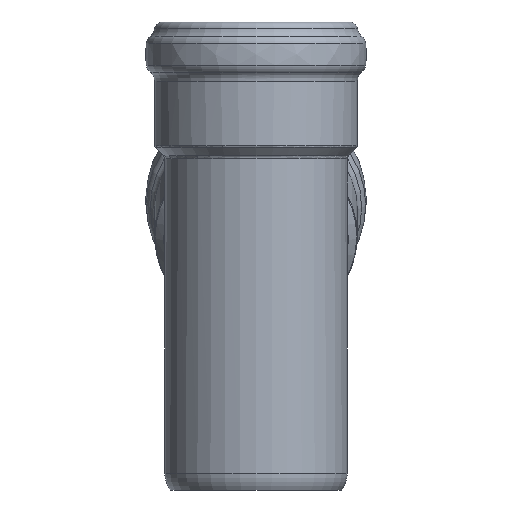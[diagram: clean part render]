
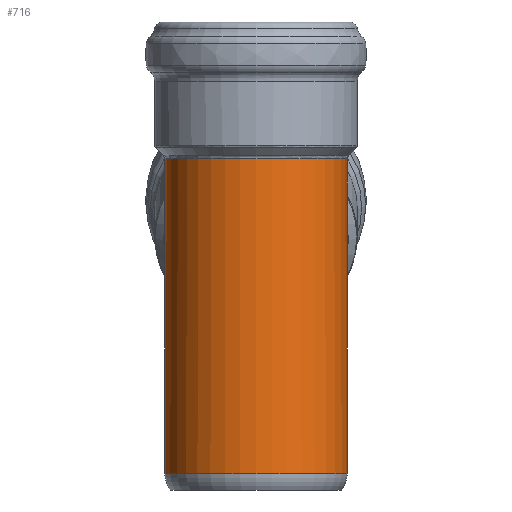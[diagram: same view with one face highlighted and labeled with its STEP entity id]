
A CAD part, left-side view. The second image highlights one B-rep face of the part: STEP entity #716.
In plain terms, the highlighted cylindrical face has radius 39.05 mm (diameter 78.1 mm), a full revolution.
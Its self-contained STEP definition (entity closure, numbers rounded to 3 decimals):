
#44=CYLINDRICAL_SURFACE('',#824,39.05);
#56=ELLIPSE('',#736,47.72,39.05);
#60=ELLIPSE('',#826,72.796,39.05);
#61=ELLIPSE('',#827,72.796,39.05);
#140=FACE_BOUND('',#285,.T.);
#186=FACE_OUTER_BOUND('',#284,.T.);
#284=EDGE_LOOP('',(#609,#610,#611,#612));
#285=EDGE_LOOP('',(#613));
#300=CIRCLE('',#734,39.05);
#346=CIRCLE('',#825,39.05);
#355=VERTEX_POINT('',#1084);
#356=VERTEX_POINT('',#1136);
#357=VERTEX_POINT('',#1137);
#406=VERTEX_POINT('',#1336);
#407=VERTEX_POINT('',#1337);
#424=EDGE_CURVE('',#355,#355,#300,.T.);
#426=EDGE_CURVE('',#357,#356,#56,.T.);
#477=EDGE_CURVE('',#406,#407,#346,.T.);
#478=EDGE_CURVE('',#356,#406,#60,.T.);
#479=EDGE_CURVE('',#407,#357,#61,.T.);
#609=ORIENTED_EDGE('',*,*,#477,.F.);
#610=ORIENTED_EDGE('',*,*,#478,.F.);
#611=ORIENTED_EDGE('',*,*,#426,.F.);
#612=ORIENTED_EDGE('',*,*,#479,.F.);
#613=ORIENTED_EDGE('',*,*,#424,.T.);
#716=ADVANCED_FACE('',(#186,#140),#44,.T.);
#734=AXIS2_PLACEMENT_3D('',#1085,#855,#856);
#736=AXIS2_PLACEMENT_3D('',#1139,#859,#860);
#824=AXIS2_PLACEMENT_3D('',#1335,#1035,#1036);
#825=AXIS2_PLACEMENT_3D('',#1338,#1037,#1038);
#826=AXIS2_PLACEMENT_3D('',#1339,#1039,#1040);
#827=AXIS2_PLACEMENT_3D('',#1340,#1041,#1042);
#855=DIRECTION('center_axis',(0.,0.,1.));
#856=DIRECTION('ref_axis',(-1.,0.,0.));
#859=DIRECTION('center_axis',(0.575,0.,0.818));
#860=DIRECTION('ref_axis',(0.818,0.,-0.575));
#1035=DIRECTION('center_axis',(0.,0.,1.));
#1036=DIRECTION('ref_axis',(-1.,0.,0.));
#1037=DIRECTION('center_axis',(0.,0.,1.));
#1038=DIRECTION('ref_axis',(-1.,0.,0.));
#1039=DIRECTION('center_axis',(0.844,0.,-0.536));
#1040=DIRECTION('ref_axis',(0.536,0.,0.844));
#1041=DIRECTION('center_axis',(0.844,0.,-0.536));
#1042=DIRECTION('ref_axis',(0.536,0.,0.844));
#1084=CARTESIAN_POINT('',(-39.05,0.,7.));
#1085=CARTESIAN_POINT('Origin',(0.,0.,7.));
#1136=CARTESIAN_POINT('',(0.,39.05,85.));
#1137=CARTESIAN_POINT('',(0.,-39.05,85.));
#1139=CARTESIAN_POINT('Origin',(0.,0.,85.));
#1335=CARTESIAN_POINT('Origin',(0.,0.,0.));
#1336=CARTESIAN_POINT('',(36.193,14.662,141.941));
#1337=CARTESIAN_POINT('',(36.193,-14.662,141.941));
#1338=CARTESIAN_POINT('Origin',(0.,0.,141.941));
#1339=CARTESIAN_POINT('Origin',(0.,0.,85.));
#1340=CARTESIAN_POINT('Origin',(0.,0.,85.));
